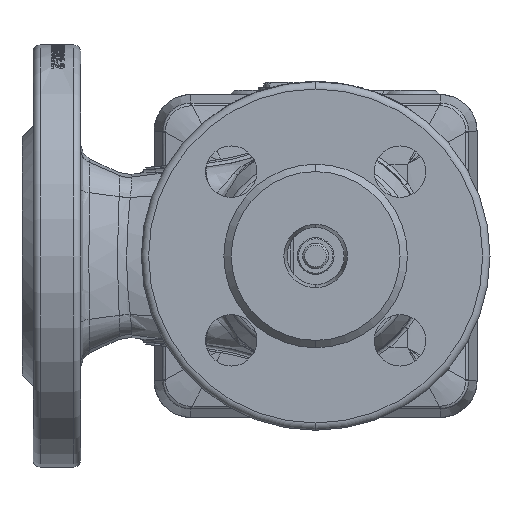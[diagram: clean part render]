
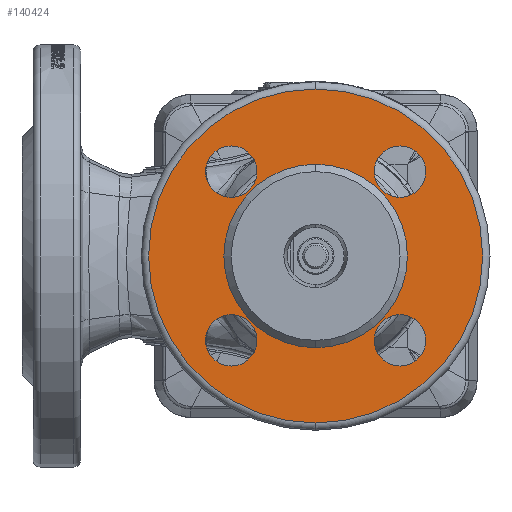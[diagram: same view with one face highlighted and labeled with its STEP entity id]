
A CAD part, front view. The second image highlights one B-rep face of the part: STEP entity #140424.
In plain terms, the highlighted planar face has unit normal (0, -1, 0).
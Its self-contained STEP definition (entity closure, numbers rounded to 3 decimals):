
#2747 = AXIS2_PLACEMENT_3D ( 'NONE', #12993, #40183, #15342 ) ;
#4496 = DIRECTION ( 'NONE',  ( 0., -1., 0. ) ) ;
#4804 = EDGE_LOOP ( 'NONE', ( #14945, #99431 ) ) ;
#4918 = DIRECTION ( 'NONE',  ( 0., -1., 0. ) ) ;
#5059 = AXIS2_PLACEMENT_3D ( 'NONE', #37431, #62795, #131930 ) ;
#5596 = VERTEX_POINT ( 'NONE', #140076 ) ;
#12993 = CARTESIAN_POINT ( 'NONE',  ( 22.981, -88., 22.981 ) ) ;
#13947 = ORIENTED_EDGE ( 'NONE', *, *, #155678, .F. ) ;
#14945 = ORIENTED_EDGE ( 'NONE', *, *, #78407, .F. ) ;
#15243 = DIRECTION ( 'NONE',  ( 0., 1., 0. ) ) ;
#15342 = DIRECTION ( 'NONE',  ( 0., 0., -1. ) ) ;
#16671 = EDGE_CURVE ( 'NONE', #152399, #149068, #65920, .T. ) ;
#17170 = CARTESIAN_POINT ( 'NONE',  ( 22.981, -88., 15.981 ) ) ;
#17200 = FACE_BOUND ( 'NONE', #46808, .T. ) ;
#17549 = ORIENTED_EDGE ( 'NONE', *, *, #173698, .T. ) ;
#18178 = CARTESIAN_POINT ( 'NONE',  ( 0., -88., 0. ) ) ;
#18988 = EDGE_CURVE ( 'NONE', #156654, #95796, #79726, .T. ) ;
#22809 = CARTESIAN_POINT ( 'NONE',  ( 22.981, -88., -22.981 ) ) ;
#34041 = EDGE_LOOP ( 'NONE', ( #13947, #69132 ) ) ;
#34487 = AXIS2_PLACEMENT_3D ( 'NONE', #127869, #126717, #153991 ) ;
#35589 = ORIENTED_EDGE ( 'NONE', *, *, #79790, .T. ) ;
#36400 = DIRECTION ( 'NONE',  ( 0., 0., -1. ) ) ;
#37431 = CARTESIAN_POINT ( 'NONE',  ( -22.981, -88., 22.981 ) ) ;
#38050 = CARTESIAN_POINT ( 'NONE',  ( -22.981, -88., -15.981 ) ) ;
#40183 = DIRECTION ( 'NONE',  ( 0., -1., 0. ) ) ;
#40461 = FACE_OUTER_BOUND ( 'NONE', #4804, .T. ) ;
#41593 = CIRCLE ( 'NONE', #75375, 7. ) ;
#42297 = CIRCLE ( 'NONE', #85264, 7. ) ;
#42749 = AXIS2_PLACEMENT_3D ( 'NONE', #115450, #87645, #89420 ) ;
#46734 = CARTESIAN_POINT ( 'NONE',  ( 22.981, -88., -22.981 ) ) ;
#46808 = EDGE_LOOP ( 'NONE', ( #17549, #35589 ) ) ;
#46886 = CIRCLE ( 'NONE', #138369, 25. ) ;
#52559 = VERTEX_POINT ( 'NONE', #167016 ) ;
#53127 = FACE_BOUND ( 'NONE', #34041, .T. ) ;
#56366 = CARTESIAN_POINT ( 'NONE',  ( 0., -88., 45.5 ) ) ;
#57373 = CIRCLE ( 'NONE', #2747, 7. ) ;
#59391 = EDGE_LOOP ( 'NONE', ( #80792, #113492 ) ) ;
#60716 = DIRECTION ( 'NONE',  ( 0., 0., 1. ) ) ;
#61136 = VERTEX_POINT ( 'NONE', #171268 ) ;
#62795 = DIRECTION ( 'NONE',  ( 0., -1., 0. ) ) ;
#65920 = CIRCLE ( 'NONE', #5059, 7. ) ;
#67558 = CARTESIAN_POINT ( 'NONE',  ( -22.981, -88., 29.981 ) ) ;
#69132 = ORIENTED_EDGE ( 'NONE', *, *, #85114, .F. ) ;
#69454 = AXIS2_PLACEMENT_3D ( 'NONE', #127271, #4496, #152216 ) ;
#70119 = AXIS2_PLACEMENT_3D ( 'NONE', #116242, #101497, #60716 ) ;
#70218 = VERTEX_POINT ( 'NONE', #94944 ) ;
#75375 = AXIS2_PLACEMENT_3D ( 'NONE', #169046, #102282, #114700 ) ;
#77178 = EDGE_CURVE ( 'NONE', #70218, #104173, #110827, .T. ) ;
#78270 = ORIENTED_EDGE ( 'NONE', *, *, #131287, .F. ) ;
#78407 = EDGE_CURVE ( 'NONE', #95796, #156654, #105881, .T. ) ;
#79726 = CIRCLE ( 'NONE', #70119, 45.5 ) ;
#79790 = EDGE_CURVE ( 'NONE', #169910, #61136, #143725, .T. ) ;
#80792 = ORIENTED_EDGE ( 'NONE', *, *, #16671, .F. ) ;
#82499 = VERTEX_POINT ( 'NONE', #17170 ) ;
#85114 = EDGE_CURVE ( 'NONE', #5596, #82499, #57373, .T. ) ;
#85264 = AXIS2_PLACEMENT_3D ( 'NONE', #22809, #129691, #36400 ) ;
#86608 = DIRECTION ( 'NONE',  ( 0., 0., 1. ) ) ;
#87429 = DIRECTION ( 'NONE',  ( 0., 0., -1. ) ) ;
#87645 = DIRECTION ( 'NONE',  ( 0., -1., 0. ) ) ;
#89420 = DIRECTION ( 'NONE',  ( 0., 0., -1. ) ) ;
#93225 = AXIS2_PLACEMENT_3D ( 'NONE', #98822, #4918, #140198 ) ;
#94944 = CARTESIAN_POINT ( 'NONE',  ( -22.981, -88., -29.981 ) ) ;
#94995 = EDGE_CURVE ( 'NONE', #149068, #152399, #41593, .T. ) ;
#95796 = VERTEX_POINT ( 'NONE', #56366 ) ;
#98822 = CARTESIAN_POINT ( 'NONE',  ( -22.981, -88., -22.981 ) ) ;
#99431 = ORIENTED_EDGE ( 'NONE', *, *, #18988, .F. ) ;
#101497 = DIRECTION ( 'NONE',  ( 0., 1., 0. ) ) ;
#102282 = DIRECTION ( 'NONE',  ( 0., -1., 0. ) ) ;
#104173 = VERTEX_POINT ( 'NONE', #38050 ) ;
#105881 = CIRCLE ( 'NONE', #34487, 45.5 ) ;
#106039 = FACE_BOUND ( 'NONE', #141161, .T. ) ;
#107485 = PLANE ( 'NONE',  #168148 ) ;
#108069 = DIRECTION ( 'NONE',  ( 0., 0., -1. ) ) ;
#110827 = CIRCLE ( 'NONE', #69454, 7. ) ;
#113492 = ORIENTED_EDGE ( 'NONE', *, *, #94995, .F. ) ;
#113558 = VERTEX_POINT ( 'NONE', #165884 ) ;
#114700 = DIRECTION ( 'NONE',  ( 0., 0., -1. ) ) ;
#115148 = DIRECTION ( 'NONE',  ( 0., 0., 1. ) ) ;
#115450 = CARTESIAN_POINT ( 'NONE',  ( 22.981, -88., 22.981 ) ) ;
#116242 = CARTESIAN_POINT ( 'NONE',  ( 0., -88., 0. ) ) ;
#116299 = DIRECTION ( 'NONE',  ( 0., 1., 0. ) ) ;
#122522 = EDGE_LOOP ( 'NONE', ( #135083, #169047 ) ) ;
#123876 = CIRCLE ( 'NONE', #126480, 7. ) ;
#126480 = AXIS2_PLACEMENT_3D ( 'NONE', #46734, #168416, #87429 ) ;
#126717 = DIRECTION ( 'NONE',  ( 0., 1., 0. ) ) ;
#127271 = CARTESIAN_POINT ( 'NONE',  ( -22.981, -88., -22.981 ) ) ;
#127869 = CARTESIAN_POINT ( 'NONE',  ( 0., -88., 0. ) ) ;
#129691 = DIRECTION ( 'NONE',  ( 0., -1., 0. ) ) ;
#131053 = CARTESIAN_POINT ( 'NONE',  ( 0., -88., 0. ) ) ;
#131287 = EDGE_CURVE ( 'NONE', #113558, #52559, #42297, .T. ) ;
#131930 = DIRECTION ( 'NONE',  ( 0., 0., -1. ) ) ;
#135083 = ORIENTED_EDGE ( 'NONE', *, *, #77178, .F. ) ;
#137074 = CARTESIAN_POINT ( 'NONE',  ( 0., -88., -45.5 ) ) ;
#138369 = AXIS2_PLACEMENT_3D ( 'NONE', #131053, #116299, #115148 ) ;
#139207 = CIRCLE ( 'NONE', #42749, 7. ) ;
#140076 = CARTESIAN_POINT ( 'NONE',  ( 22.981, -88., 29.981 ) ) ;
#140198 = DIRECTION ( 'NONE',  ( 0., 0., -1. ) ) ;
#140424 = ADVANCED_FACE ( 'NONE', ( #106039, #165228, #53127, #146212, #17200, #40461 ), #107485, .T. ) ;
#141121 = AXIS2_PLACEMENT_3D ( 'NONE', #18178, #15243, #86608 ) ;
#141161 = EDGE_LOOP ( 'NONE', ( #78270, #162284 ) ) ;
#142096 = CARTESIAN_POINT ( 'NONE',  ( 0., -88., -25. ) ) ;
#143725 = CIRCLE ( 'NONE', #141121, 25. ) ;
#146212 = FACE_BOUND ( 'NONE', #59391, .T. ) ;
#149068 = VERTEX_POINT ( 'NONE', #67558 ) ;
#152216 = DIRECTION ( 'NONE',  ( 0., 0., -1. ) ) ;
#152399 = VERTEX_POINT ( 'NONE', #163696 ) ;
#153991 = DIRECTION ( 'NONE',  ( 0., 0., 1. ) ) ;
#155678 = EDGE_CURVE ( 'NONE', #82499, #5596, #139207, .T. ) ;
#156392 = EDGE_CURVE ( 'NONE', #52559, #113558, #123876, .T. ) ;
#156654 = VERTEX_POINT ( 'NONE', #137074 ) ;
#162284 = ORIENTED_EDGE ( 'NONE', *, *, #156392, .F. ) ;
#162436 = CARTESIAN_POINT ( 'NONE',  ( -25., -88., 0. ) ) ;
#163696 = CARTESIAN_POINT ( 'NONE',  ( -22.981, -88., 15.981 ) ) ;
#165228 = FACE_BOUND ( 'NONE', #122522, .T. ) ;
#165884 = CARTESIAN_POINT ( 'NONE',  ( 22.981, -88., -29.981 ) ) ;
#167016 = CARTESIAN_POINT ( 'NONE',  ( 22.981, -88., -15.981 ) ) ;
#168148 = AXIS2_PLACEMENT_3D ( 'NONE', #162436, #175373, #108069 ) ;
#168416 = DIRECTION ( 'NONE',  ( 0., -1., 0. ) ) ;
#169046 = CARTESIAN_POINT ( 'NONE',  ( -22.981, -88., 22.981 ) ) ;
#169047 = ORIENTED_EDGE ( 'NONE', *, *, #175035, .F. ) ;
#169910 = VERTEX_POINT ( 'NONE', #142096 ) ;
#171268 = CARTESIAN_POINT ( 'NONE',  ( 0., -88., 25. ) ) ;
#173089 = CIRCLE ( 'NONE', #93225, 7. ) ;
#173698 = EDGE_CURVE ( 'NONE', #61136, #169910, #46886, .T. ) ;
#175035 = EDGE_CURVE ( 'NONE', #104173, #70218, #173089, .T. ) ;
#175373 = DIRECTION ( 'NONE',  ( 0., -1., 0. ) ) ;
